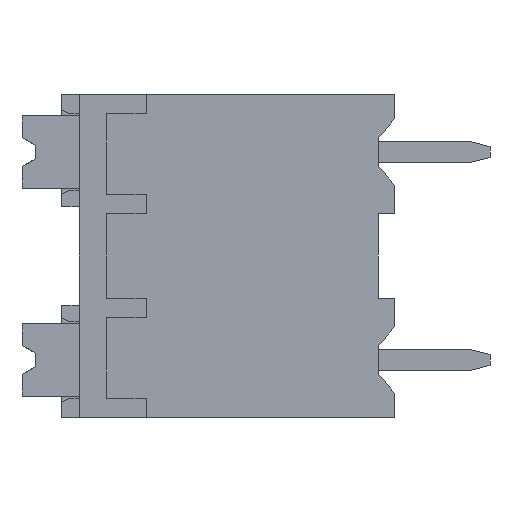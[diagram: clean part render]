
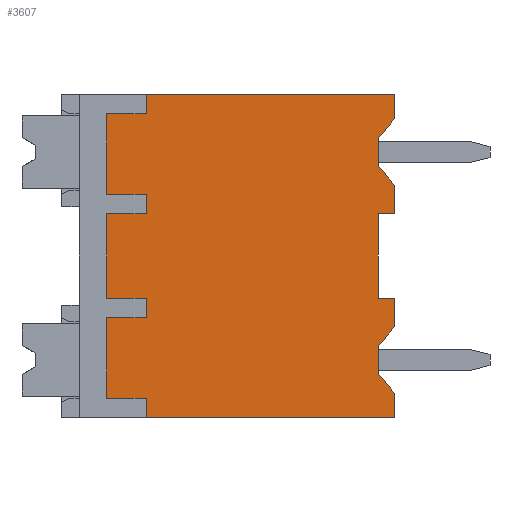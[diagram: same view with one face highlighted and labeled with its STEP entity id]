
A CAD part, left-side view. The second image highlights one B-rep face of the part: STEP entity #3607.
In plain terms, the highlighted planar face has unit normal (-1, 0, 0).
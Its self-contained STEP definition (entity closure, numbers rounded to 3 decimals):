
#50=DIRECTION('',(0.,-1.,0.));
#51=VECTOR('',#50,9.1);
#52=CARTESIAN_POINT('',(0.,9.1,-9.72));
#53=LINE('',#52,#51);
#390=DIRECTION('',(0.,0.,1.));
#391=VECTOR('',#390,0.885);
#392=CARTESIAN_POINT('',(0.,0.,1.215));
#393=LINE('',#392,#391);
#406=DIRECTION('',(0.,0.,1.));
#407=VECTOR('',#406,0.885);
#408=CARTESIAN_POINT('',(0.,0.,-9.72));
#409=LINE('',#408,#407);
#414=DIRECTION('',(0.,0.,1.));
#415=VECTOR('',#414,1.045);
#416=CARTESIAN_POINT('',(0.,0.,-2.26));
#417=LINE('',#416,#415);
#438=DIRECTION('',(0.,0.,1.));
#439=VECTOR('',#438,1.045);
#440=CARTESIAN_POINT('',(0.,0.,-6.405));
#441=LINE('',#440,#439);
#446=DIRECTION('',(0.,0.,1.));
#447=VECTOR('',#446,0.71);
#448=CARTESIAN_POINT('',(0.,9.1,-2.26));
#449=LINE('',#448,#447);
#450=DIRECTION('',(0.,-1.,0.));
#451=VECTOR('',#450,1.45);
#452=CARTESIAN_POINT('',(0.,10.55,-1.55));
#453=LINE('',#452,#451);
#454=DIRECTION('',(0.,0.,1.));
#455=VECTOR('',#454,2.95);
#456=CARTESIAN_POINT('',(0.,10.55,-1.55));
#457=LINE('',#456,#455);
#458=DIRECTION('',(0.,1.,0.));
#459=VECTOR('',#458,1.45);
#460=CARTESIAN_POINT('',(0.,9.1,1.4));
#461=LINE('',#460,#459);
#462=DIRECTION('',(0.,0.,1.));
#463=VECTOR('',#462,0.7);
#464=CARTESIAN_POINT('',(0.,9.1,1.4));
#465=LINE('',#464,#463);
#466=DIRECTION('',(0.,-0.643,0.766));
#467=VECTOR('',#466,0.933);
#468=CARTESIAN_POINT('',(0.,0.6,0.5));
#469=LINE('',#468,#467);
#470=DIRECTION('',(0.,0.,1.));
#471=VECTOR('',#470,1.);
#472=CARTESIAN_POINT('',(0.,0.6,-0.5));
#473=LINE('',#472,#471);
#474=DIRECTION('',(0.,0.643,0.766));
#475=VECTOR('',#474,0.933);
#476=CARTESIAN_POINT('',(0.,0.,-1.215));
#477=LINE('',#476,#475);
#478=DIRECTION('',(0.,1.,0.));
#479=VECTOR('',#478,0.6);
#480=CARTESIAN_POINT('',(0.,0.,-2.26));
#481=LINE('',#480,#479);
#482=DIRECTION('',(0.,0.,1.));
#483=VECTOR('',#482,3.1);
#484=CARTESIAN_POINT('',(0.,0.6,-5.36));
#485=LINE('',#484,#483);
#486=DIRECTION('',(0.,1.,0.));
#487=VECTOR('',#486,0.6);
#488=CARTESIAN_POINT('',(0.,0.,-5.36));
#489=LINE('',#488,#487);
#490=DIRECTION('',(0.,-0.643,0.766));
#491=VECTOR('',#490,0.933);
#492=CARTESIAN_POINT('',(0.,0.6,-7.12));
#493=LINE('',#492,#491);
#494=DIRECTION('',(0.,0.,1.));
#495=VECTOR('',#494,1.);
#496=CARTESIAN_POINT('',(0.,0.6,-8.12));
#497=LINE('',#496,#495);
#498=DIRECTION('',(0.,0.643,0.766));
#499=VECTOR('',#498,0.933);
#500=CARTESIAN_POINT('',(0.,0.,-8.835));
#501=LINE('',#500,#499);
#502=DIRECTION('',(0.,0.,1.));
#503=VECTOR('',#502,0.7);
#504=CARTESIAN_POINT('',(0.,9.1,-9.72));
#505=LINE('',#504,#503);
#506=DIRECTION('',(0.,-1.,0.));
#507=VECTOR('',#506,1.45);
#508=CARTESIAN_POINT('',(0.,10.55,-9.02));
#509=LINE('',#508,#507);
#510=DIRECTION('',(0.,0.,1.));
#511=VECTOR('',#510,2.95);
#512=CARTESIAN_POINT('',(0.,10.55,-9.02));
#513=LINE('',#512,#511);
#514=DIRECTION('',(0.,1.,0.));
#515=VECTOR('',#514,1.45);
#516=CARTESIAN_POINT('',(0.,9.1,-6.07));
#517=LINE('',#516,#515);
#518=DIRECTION('',(0.,0.,1.));
#519=VECTOR('',#518,0.71);
#520=CARTESIAN_POINT('',(0.,9.1,-6.07));
#521=LINE('',#520,#519);
#522=DIRECTION('',(0.,-1.,0.));
#523=VECTOR('',#522,1.45);
#524=CARTESIAN_POINT('',(0.,10.55,-5.36));
#525=LINE('',#524,#523);
#526=DIRECTION('',(0.,0.,1.));
#527=VECTOR('',#526,3.1);
#528=CARTESIAN_POINT('',(0.,10.55,-5.36));
#529=LINE('',#528,#527);
#530=DIRECTION('',(0.,1.,0.));
#531=VECTOR('',#530,1.45);
#532=CARTESIAN_POINT('',(0.,9.1,-2.26));
#533=LINE('',#532,#531);
#1326=DIRECTION('',(0.,-1.,0.));
#1327=VECTOR('',#1326,9.1);
#1328=CARTESIAN_POINT('',(0.,9.1,2.1));
#1329=LINE('',#1328,#1327);
#2327=CARTESIAN_POINT('',(0.,9.1,-9.72));
#2328=VERTEX_POINT('',#2327);
#2329=CARTESIAN_POINT('',(0.,0.,-9.72));
#2330=VERTEX_POINT('',#2329);
#2355=CARTESIAN_POINT('',(0.,9.1,2.1));
#2356=VERTEX_POINT('',#2355);
#2357=CARTESIAN_POINT('',(0.,0.,2.1));
#2358=VERTEX_POINT('',#2357);
#2641=CARTESIAN_POINT('',(0.,9.1,1.4));
#2642=VERTEX_POINT('',#2641);
#2643=CARTESIAN_POINT('',(0.,10.55,1.4));
#2644=VERTEX_POINT('',#2643);
#2649=CARTESIAN_POINT('',(0.,9.1,-9.02));
#2650=VERTEX_POINT('',#2649);
#2651=CARTESIAN_POINT('',(0.,10.55,-9.02));
#2652=VERTEX_POINT('',#2651);
#2733=CARTESIAN_POINT('',(0.,0.,-1.215));
#2734=CARTESIAN_POINT('',(0.,0.6,-0.5));
#2735=VERTEX_POINT('',#2733);
#2736=VERTEX_POINT('',#2734);
#2737=CARTESIAN_POINT('',(0.,0.6,0.5));
#2738=VERTEX_POINT('',#2737);
#2739=CARTESIAN_POINT('',(0.,0.,1.215));
#2740=VERTEX_POINT('',#2739);
#2749=CARTESIAN_POINT('',(0.,0.,-8.835));
#2750=CARTESIAN_POINT('',(0.,0.6,-8.12));
#2751=VERTEX_POINT('',#2749);
#2752=VERTEX_POINT('',#2750);
#2753=CARTESIAN_POINT('',(0.,0.6,-7.12));
#2754=VERTEX_POINT('',#2753);
#2755=CARTESIAN_POINT('',(0.,0.,-6.405));
#2756=VERTEX_POINT('',#2755);
#2793=CARTESIAN_POINT('',(0.,0.,-2.26));
#2794=CARTESIAN_POINT('',(0.,0.6,-2.26));
#2795=VERTEX_POINT('',#2793);
#2796=VERTEX_POINT('',#2794);
#2797=CARTESIAN_POINT('',(0.,0.,-5.36));
#2798=CARTESIAN_POINT('',(0.,0.6,-5.36));
#2799=VERTEX_POINT('',#2797);
#2800=VERTEX_POINT('',#2798);
#2857=CARTESIAN_POINT('',(0.,9.1,-1.55));
#2858=VERTEX_POINT('',#2857);
#2859=CARTESIAN_POINT('',(0.,9.1,-2.26));
#2860=VERTEX_POINT('',#2859);
#2861=CARTESIAN_POINT('',(0.,9.1,-6.07));
#2862=VERTEX_POINT('',#2861);
#2863=CARTESIAN_POINT('',(0.,9.1,-5.36));
#2864=VERTEX_POINT('',#2863);
#2865=CARTESIAN_POINT('',(0.,10.55,-1.55));
#2866=VERTEX_POINT('',#2865);
#2867=CARTESIAN_POINT('',(0.,10.55,-2.26));
#2868=VERTEX_POINT('',#2867);
#2869=CARTESIAN_POINT('',(0.,10.55,-6.07));
#2870=VERTEX_POINT('',#2869);
#2871=CARTESIAN_POINT('',(0.,10.55,-5.36));
#2872=VERTEX_POINT('',#2871);
#3550=CARTESIAN_POINT('',(0.,9.1,-9.72));
#3551=DIRECTION('',(-1.,0.,0.));
#3552=DIRECTION('',(0.,-1.,0.));
#3553=AXIS2_PLACEMENT_3D('',#3550,#3551,#3552);
#3554=PLANE('',#3553);
#3556=ORIENTED_EDGE('',*,*,#3555,.T.);
#3558=ORIENTED_EDGE('',*,*,#3557,.F.);
#3560=ORIENTED_EDGE('',*,*,#3559,.T.);
#3562=ORIENTED_EDGE('',*,*,#3561,.F.);
#3564=ORIENTED_EDGE('',*,*,#3563,.T.);
#3566=ORIENTED_EDGE('',*,*,#3565,.T.);
#3567=ORIENTED_EDGE('',*,*,#3473,.F.);
#3568=ORIENTED_EDGE('',*,*,#3541,.F.);
#3570=ORIENTED_EDGE('',*,*,#3569,.F.);
#3572=ORIENTED_EDGE('',*,*,#3571,.F.);
#3573=ORIENTED_EDGE('',*,*,#3507,.F.);
#3575=ORIENTED_EDGE('',*,*,#3574,.T.);
#3577=ORIENTED_EDGE('',*,*,#3576,.F.);
#3579=ORIENTED_EDGE('',*,*,#3578,.F.);
#3580=ORIENTED_EDGE('',*,*,#3531,.F.);
#3582=ORIENTED_EDGE('',*,*,#3581,.F.);
#3584=ORIENTED_EDGE('',*,*,#3583,.F.);
#3586=ORIENTED_EDGE('',*,*,#3585,.F.);
#3587=ORIENTED_EDGE('',*,*,#3495,.F.);
#3588=ORIENTED_EDGE('',*,*,#3056,.F.);
#3590=ORIENTED_EDGE('',*,*,#3589,.T.);
#3592=ORIENTED_EDGE('',*,*,#3591,.F.);
#3594=ORIENTED_EDGE('',*,*,#3593,.T.);
#3596=ORIENTED_EDGE('',*,*,#3595,.F.);
#3598=ORIENTED_EDGE('',*,*,#3597,.T.);
#3600=ORIENTED_EDGE('',*,*,#3599,.F.);
#3602=ORIENTED_EDGE('',*,*,#3601,.T.);
#3604=ORIENTED_EDGE('',*,*,#3603,.F.);
#3605=EDGE_LOOP('',(#3556,#3558,#3560,#3562,#3564,#3566,#3567,#3568,#3570,#3572,
#3573,#3575,#3577,#3579,#3580,#3582,#3584,#3586,#3587,#3588,#3590,#3592,#3594,
#3596,#3598,#3600,#3602,#3604));
#3606=FACE_OUTER_BOUND('',#3605,.F.);
#3056=EDGE_CURVE('',#2328,#2330,#53,.T.);
#3473=EDGE_CURVE('',#2740,#2358,#393,.T.);
#3495=EDGE_CURVE('',#2330,#2751,#409,.T.);
#3507=EDGE_CURVE('',#2795,#2735,#417,.T.);
#3531=EDGE_CURVE('',#2756,#2799,#441,.T.);
#3541=EDGE_CURVE('',#2738,#2740,#469,.T.);
#3555=EDGE_CURVE('',#2860,#2858,#449,.T.);
#3557=EDGE_CURVE('',#2866,#2858,#453,.T.);
#3559=EDGE_CURVE('',#2866,#2644,#457,.T.);
#3561=EDGE_CURVE('',#2642,#2644,#461,.T.);
#3563=EDGE_CURVE('',#2642,#2356,#465,.T.);
#3565=EDGE_CURVE('',#2356,#2358,#1329,.T.);
#3569=EDGE_CURVE('',#2736,#2738,#473,.T.);
#3571=EDGE_CURVE('',#2735,#2736,#477,.T.);
#3574=EDGE_CURVE('',#2795,#2796,#481,.T.);
#3576=EDGE_CURVE('',#2800,#2796,#485,.T.);
#3578=EDGE_CURVE('',#2799,#2800,#489,.T.);
#3581=EDGE_CURVE('',#2754,#2756,#493,.T.);
#3583=EDGE_CURVE('',#2752,#2754,#497,.T.);
#3585=EDGE_CURVE('',#2751,#2752,#501,.T.);
#3589=EDGE_CURVE('',#2328,#2650,#505,.T.);
#3591=EDGE_CURVE('',#2652,#2650,#509,.T.);
#3593=EDGE_CURVE('',#2652,#2870,#513,.T.);
#3595=EDGE_CURVE('',#2862,#2870,#517,.T.);
#3597=EDGE_CURVE('',#2862,#2864,#521,.T.);
#3599=EDGE_CURVE('',#2872,#2864,#525,.T.);
#3601=EDGE_CURVE('',#2872,#2868,#529,.T.);
#3603=EDGE_CURVE('',#2860,#2868,#533,.T.);
#3607=ADVANCED_FACE('',(#3606),#3554,.T.);
